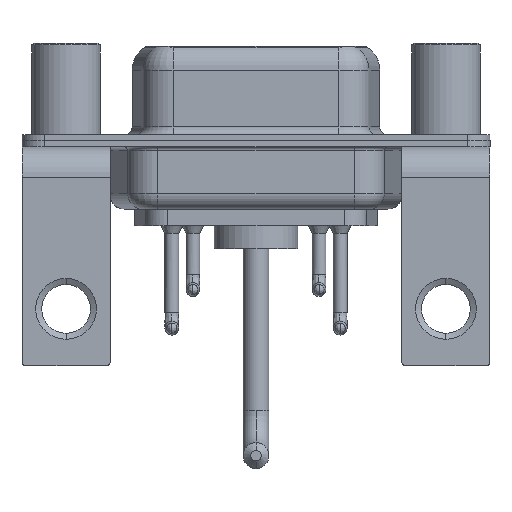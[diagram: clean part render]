
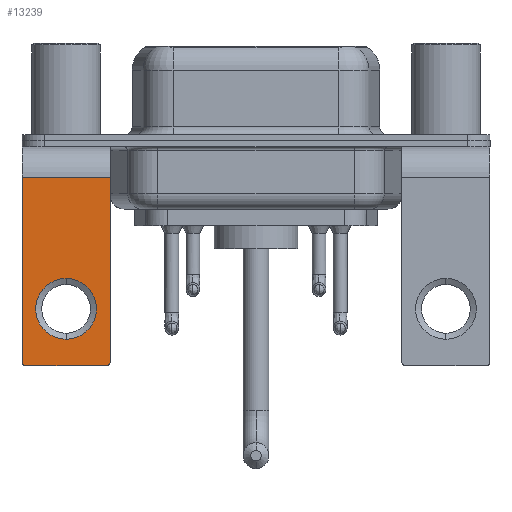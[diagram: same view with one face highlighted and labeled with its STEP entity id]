
A CAD part, front view. The second image highlights one B-rep face of the part: STEP entity #13239.
In plain terms, the highlighted planar face has unit normal (0, -1, 0).
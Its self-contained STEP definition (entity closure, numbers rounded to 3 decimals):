
#250 = CARTESIAN_POINT ( 'NONE',  ( 2.9, -6.25, -2.4 ) ) ;
#302 = AXIS2_PLACEMENT_3D ( 'NONE', #15133, #5026, #17981 ) ;
#382 = PLANE ( 'NONE',  #14213 ) ;
#751 = DIRECTION ( 'NONE',  ( 0., 0., -1. ) ) ;
#1185 = CARTESIAN_POINT ( 'NONE',  ( 0., -6.25, -11.07 ) ) ;
#1283 = VERTEX_POINT ( 'NONE', #13434 ) ;
#1677 = DIRECTION ( 'NONE',  ( -1., 0., 0. ) ) ;
#1914 = VECTOR ( 'NONE', #11699, 1000. ) ;
#1999 = ORIENTED_EDGE ( 'NONE', *, *, #12474, .T. ) ;
#2161 = CARTESIAN_POINT ( 'NONE',  ( -2.9, -6.25, -2.4 ) ) ;
#2192 = EDGE_CURVE ( 'NONE', #18395, #1283, #3250, .T. ) ;
#2536 = ORIENTED_EDGE ( 'NONE', *, *, #18349, .T. ) ;
#2626 = AXIS2_PLACEMENT_3D ( 'NONE', #13741, #5146, #10975 ) ;
#3049 = ORIENTED_EDGE ( 'NONE', *, *, #4415, .T. ) ;
#3060 = DIRECTION ( 'NONE',  ( 0., 0., 1. ) ) ;
#3107 = CARTESIAN_POINT ( 'NONE',  ( 2.9, -6.25, -14.8 ) ) ;
#3250 = LINE ( 'NONE', #6316, #6962 ) ;
#3251 = EDGE_CURVE ( 'NONE', #12931, #12694, #9753, .T. ) ;
#4394 = CARTESIAN_POINT ( 'NONE',  ( 2.9, -6.25, -2.4 ) ) ;
#4415 = EDGE_CURVE ( 'NONE', #18395, #6383, #11835, .T. ) ;
#4949 = ORIENTED_EDGE ( 'NONE', *, *, #9986, .F. ) ;
#5026 = DIRECTION ( 'NONE',  ( 0., 1., 0. ) ) ;
#5146 = DIRECTION ( 'NONE',  ( 0., -1., 0. ) ) ;
#5275 = CIRCLE ( 'NONE', #16247, 2. ) ;
#5862 = ORIENTED_EDGE ( 'NONE', *, *, #3251, .T. ) ;
#6316 = CARTESIAN_POINT ( 'NONE',  ( 2.9, -6.25, -2.4 ) ) ;
#6346 = AXIS2_PLACEMENT_3D ( 'NONE', #17960, #16543, #16442 ) ;
#6383 = VERTEX_POINT ( 'NONE', #2161 ) ;
#6962 = VECTOR ( 'NONE', #751, 1000. ) ;
#7127 = ORIENTED_EDGE ( 'NONE', *, *, #15903, .T. ) ;
#7217 = CARTESIAN_POINT ( 'NONE',  ( -2.9, -6.25, -2.4 ) ) ;
#7344 = CARTESIAN_POINT ( 'NONE',  ( 2.9, -6.25, -2.4 ) ) ;
#7555 = FACE_BOUND ( 'NONE', #15574, .T. ) ;
#8279 = EDGE_LOOP ( 'NONE', ( #7127, #1999, #4949, #14017, #12529, #3049 ) ) ;
#8453 = DIRECTION ( 'NONE',  ( 0., 0., 1. ) ) ;
#8644 = DIRECTION ( 'NONE',  ( 0., 1., 0. ) ) ;
#8883 = FACE_OUTER_BOUND ( 'NONE', #8279, .T. ) ;
#9753 = CIRCLE ( 'NONE', #302, 2. ) ;
#9777 = VECTOR ( 'NONE', #14770, 1000. ) ;
#9986 = EDGE_CURVE ( 'NONE', #11399, #10144, #14926, .T. ) ;
#10144 = VERTEX_POINT ( 'NONE', #15471 ) ;
#10735 = CARTESIAN_POINT ( 'NONE',  ( 2.65, -6.25, -14.8 ) ) ;
#10975 = DIRECTION ( 'NONE',  ( 0., 0., 1. ) ) ;
#11399 = VERTEX_POINT ( 'NONE', #10735 ) ;
#11699 = DIRECTION ( 'NONE',  ( 0., 0., -1. ) ) ;
#11835 = LINE ( 'NONE', #7344, #9777 ) ;
#12474 = EDGE_CURVE ( 'NONE', #13346, #10144, #15709, .T. ) ;
#12529 = ORIENTED_EDGE ( 'NONE', *, *, #2192, .F. ) ;
#12694 = VERTEX_POINT ( 'NONE', #17330 ) ;
#12931 = VERTEX_POINT ( 'NONE', #14841 ) ;
#13239 = ADVANCED_FACE ( 'NONE', ( #7555, #8883 ), #382, .F. ) ;
#13346 = VERTEX_POINT ( 'NONE', #13651 ) ;
#13434 = CARTESIAN_POINT ( 'NONE',  ( 2.9, -6.25, -14.55 ) ) ;
#13651 = CARTESIAN_POINT ( 'NONE',  ( -2.9, -6.25, -14.55 ) ) ;
#13741 = CARTESIAN_POINT ( 'NONE',  ( -2.65, -6.25, -14.55 ) ) ;
#14017 = ORIENTED_EDGE ( 'NONE', *, *, #14229, .T. ) ;
#14213 = AXIS2_PLACEMENT_3D ( 'NONE', #4394, #16028, #3060 ) ;
#14229 = EDGE_CURVE ( 'NONE', #11399, #1283, #17282, .T. ) ;
#14770 = DIRECTION ( 'NONE',  ( -1., 0., 0. ) ) ;
#14841 = CARTESIAN_POINT ( 'NONE',  ( 0., -6.25, -13.07 ) ) ;
#14926 = LINE ( 'NONE', #3107, #17189 ) ;
#15133 = CARTESIAN_POINT ( 'NONE',  ( 0., -6.25, -11.07 ) ) ;
#15471 = CARTESIAN_POINT ( 'NONE',  ( -2.65, -6.25, -14.8 ) ) ;
#15574 = EDGE_LOOP ( 'NONE', ( #5862, #2536 ) ) ;
#15709 = CIRCLE ( 'NONE', #2626, 0.25 ) ;
#15903 = EDGE_CURVE ( 'NONE', #6383, #13346, #17762, .T. ) ;
#16028 = DIRECTION ( 'NONE',  ( 0., 1., 0. ) ) ;
#16247 = AXIS2_PLACEMENT_3D ( 'NONE', #1185, #8644, #8453 ) ;
#16442 = DIRECTION ( 'NONE',  ( 0., 0., 1. ) ) ;
#16543 = DIRECTION ( 'NONE',  ( 0., -1., 0. ) ) ;
#17189 = VECTOR ( 'NONE', #1677, 1000. ) ;
#17282 = CIRCLE ( 'NONE', #6346, 0.25 ) ;
#17330 = CARTESIAN_POINT ( 'NONE',  ( 0., -6.25, -9.07 ) ) ;
#17762 = LINE ( 'NONE', #7217, #1914 ) ;
#17960 = CARTESIAN_POINT ( 'NONE',  ( 2.65, -6.25, -14.55 ) ) ;
#17981 = DIRECTION ( 'NONE',  ( 0., 0., 1. ) ) ;
#18349 = EDGE_CURVE ( 'NONE', #12694, #12931, #5275, .T. ) ;
#18395 = VERTEX_POINT ( 'NONE', #250 ) ;
